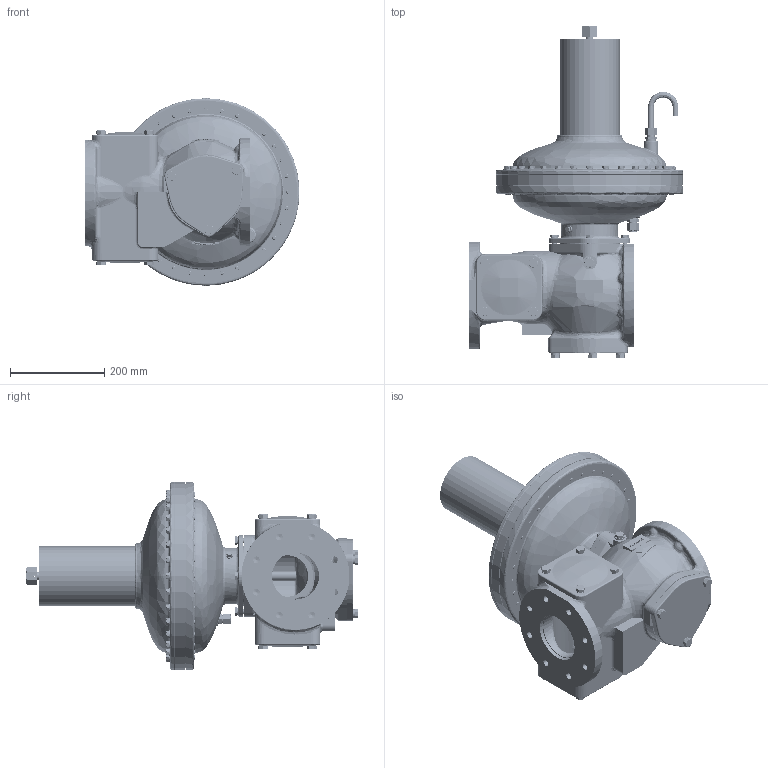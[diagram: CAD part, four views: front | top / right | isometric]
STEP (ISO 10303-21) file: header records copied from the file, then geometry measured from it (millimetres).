
FILE_DESCRIPTION (( 'STEP AP214' ), '1' );
FILE_NAME ('V_MB_HON370_100_RE2SM_o_SAV_A_.STEP', '2017-03-15T12:35:07', ( '' ), ( '' ), 'SwSTEP 2.0', 'SolidWorks 2015', '' );
FILE_SCHEMA (( 'AUTOMOTIVE_DESIGN' ));
Length unit declared in the file: millimetre
Products named in the file (1): V_MB_HON370_100_RE2SM_o_SAV_A_
Bounding box: 456 x 704.68 x 398 mm (x, y, z)
Surface area: 2144683.6 mm2 (no closed solid volume)
Topology: 0 solids, 146 shells, 4120 faces, 9735 edges, 5959 vertices
Faces by surface type: plane 1321, cylinder 1142, cone 895, bspline 762
Entity records: 162266 total; most frequent: CARTESIAN_POINT 69586, ORIENTED_EDGE 19259, DIRECTION 18616, EDGE_CURVE 9631, AXIS2_PLACEMENT_3D 7618, VERTEX_POINT 5957, EDGE_LOOP 4663, CIRCLE 4259
